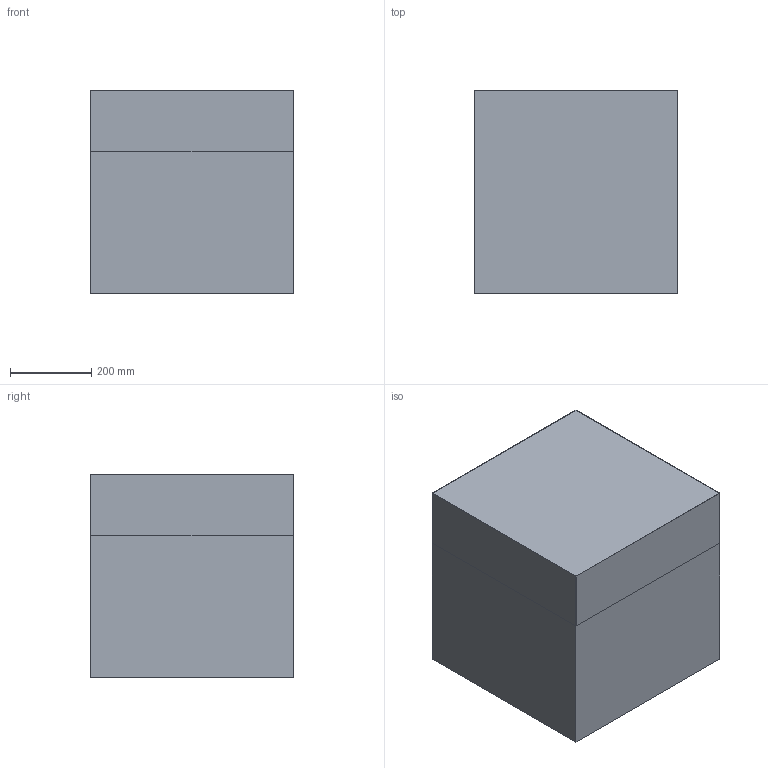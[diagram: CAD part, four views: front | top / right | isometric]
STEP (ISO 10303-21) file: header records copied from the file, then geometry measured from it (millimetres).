
FILE_DESCRIPTION (( 'STEP AP214' ), '1' );
FILE_NAME ('tutorial10.STEP', '2013-07-05T12:47:39', ( '' ), ( '' ), 'SwSTEP 2.0', 'SolidWorks 2012', '' );
FILE_SCHEMA (( 'AUTOMOTIVE_DESIGN' ));
Length unit declared in the file: metre
Products named in the file (3): tutorial10; box-50mm; water-15mm
Assembly tree (2 placements, depth 2):
  tutorial10
    box-50mm
    water-15mm
Bounding box: 500 x 500 x 500 mm (x, y, z)
Volume: 37200600 mm3; surface area: 2294808 mm2
Topology: 1 solids, 2 shells, 12 faces, 24 edges, 16 vertices
Faces by surface type: plane 12
Entity records: 411 total; most frequent: DIRECTION 60, CARTESIAN_POINT 58, ORIENTED_EDGE 48, EDGE_CURVE 24, LINE 24, VECTOR 24, AXIS2_PLACEMENT_3D 18, VERTEX_POINT 16
